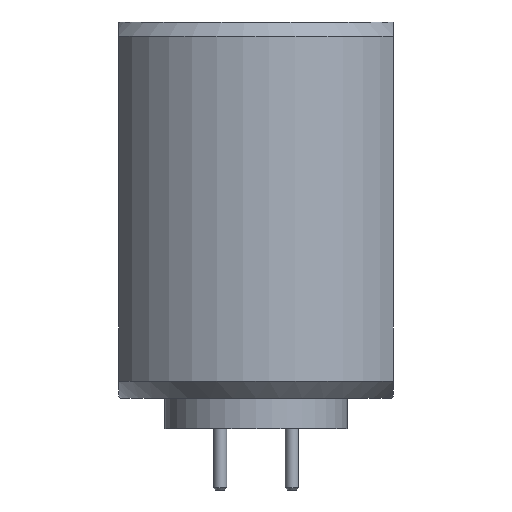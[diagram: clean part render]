
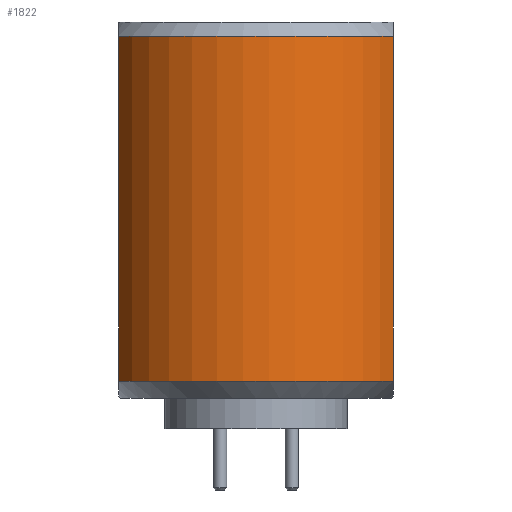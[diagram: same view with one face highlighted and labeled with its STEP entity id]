
A CAD part, front view. The second image highlights one B-rep face of the part: STEP entity #1822.
In plain terms, the highlighted free-form (B-spline) face has degree [1, 2] with [2, 9] control points.
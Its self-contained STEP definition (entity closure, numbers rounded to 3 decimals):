
#1553=CARTESIAN_POINT('',(6.75,-3.269,2.35));
#1554=VERTEX_POINT('',#1553);
#1568=CARTESIAN_POINT('',(-6.75,-3.269,2.35));
#1569=VERTEX_POINT('',#1568);
#1570=CARTESIAN_POINT('',(0.0,0.0,2.35));
#1571=DIRECTION('',(0.0,0.0,-1.0));
#1572=DIRECTION('',(1.0,0.0,0.0));
#1573=AXIS2_PLACEMENT_3D('',#1570,#1571,#1572);
#1574=CIRCLE('',#1573,7.5);
#1575=EDGE_CURVE('',#1554,#1569,#1574,.T.);
#1728=CARTESIAN_POINT('',(6.75,-3.269,19.3));
#1729=VERTEX_POINT('',#1728);
#1755=CARTESIAN_POINT('',(-6.75,-3.269,19.3));
#1756=VERTEX_POINT('',#1755);
#1770=CARTESIAN_POINT('',(0.0,0.0,19.3));
#1771=DIRECTION('',(0.0,0.0,-1.0));
#1772=DIRECTION('',(1.0,0.0,0.0));
#1773=AXIS2_PLACEMENT_3D('',#1770,#1771,#1772);
#1774=CIRCLE('',#1773,7.5);
#1775=EDGE_CURVE('',#1756,#1729,#1774,.F.);
#1780=CARTESIAN_POINT('',(-7.5,0.,19.3));
#1781=CARTESIAN_POINT('',(-7.5,0.,2.35));
#1782=CARTESIAN_POINT('',(-7.5,-7.5,19.3));
#1783=CARTESIAN_POINT('',(-7.5,-7.5,2.35));
#1784=CARTESIAN_POINT('',(0.,-7.5,19.3));
#1785=CARTESIAN_POINT('',(0.,-7.5,2.35));
#1786=CARTESIAN_POINT('',(7.5,-7.5,19.3));
#1787=CARTESIAN_POINT('',(7.5,-7.5,2.35));
#1788=CARTESIAN_POINT('',(7.5,0.,19.3));
#1789=CARTESIAN_POINT('',(7.5,0.,2.35));
#1790=CARTESIAN_POINT('',(7.5,7.5,19.3));
#1791=CARTESIAN_POINT('',(7.5,7.5,2.35));
#1792=CARTESIAN_POINT('',(0.,7.5,19.3));
#1793=CARTESIAN_POINT('',(0.,7.5,2.35));
#1794=CARTESIAN_POINT('',(-7.5,7.5,19.3));
#1795=CARTESIAN_POINT('',(-7.5,7.5,2.35));
#1796=CARTESIAN_POINT('',(-7.5,0.,19.3));
#1797=CARTESIAN_POINT('',(-7.5,0.,2.35));
#1805=(BOUNDED_SURFACE()B_SPLINE_SURFACE(1,2,((#1780,#1782,#1784,#1786,#1788,#1790,#1792,#1794,#1796),(#1781,#1783,#1785,#1787,#1789,#1791,#1793,#1795,#1797)),.UNSPECIFIED.,.F.,.T.,.U.)B_SPLINE_SURFACE_WITH_KNOTS((2,2),(3,2,2,2,3),(-0.507,1.753),(0.0,11.781,23.562,35.343,47.124),.UNSPECIFIED.)GEOMETRIC_REPRESENTATION_ITEM()RATIONAL_B_SPLINE_SURFACE(((1.0,0.707,1.0,0.707,1.0,0.707,1.0,0.707,1.0),(1.0,0.707,1.0,0.707,1.0,0.707,1.0,0.707,1.0)))REPRESENTATION_ITEM('')SURFACE());
#1806=CARTESIAN_POINT('',(6.75,-3.269,2.35));
#1807=DIRECTION('',(0.0,0.0,1.0));
#1808=VECTOR('',#1807,16.95);
#1809=LINE('',#1806,#1808);
#1810=EDGE_CURVE('',#1554,#1729,#1809,.T.);
#1811=ORIENTED_EDGE('',*,*,#1810,.T.);
#1812=ORIENTED_EDGE('',*,*,#1775,.F.);
#1813=CARTESIAN_POINT('',(-6.75,-3.269,19.3));
#1814=DIRECTION('',(0.0,0.0,-1.0));
#1815=VECTOR('',#1814,16.95);
#1816=LINE('',#1813,#1815);
#1817=EDGE_CURVE('',#1756,#1569,#1816,.T.);
#1818=ORIENTED_EDGE('',*,*,#1817,.T.);
#1819=ORIENTED_EDGE('',*,*,#1575,.F.);
#1820=EDGE_LOOP('',(#1811,#1812,#1818,#1819));
#1821=FACE_OUTER_BOUND('',#1820,.T.);
#1822=ADVANCED_FACE('',(#1821),#1805,.T.);
